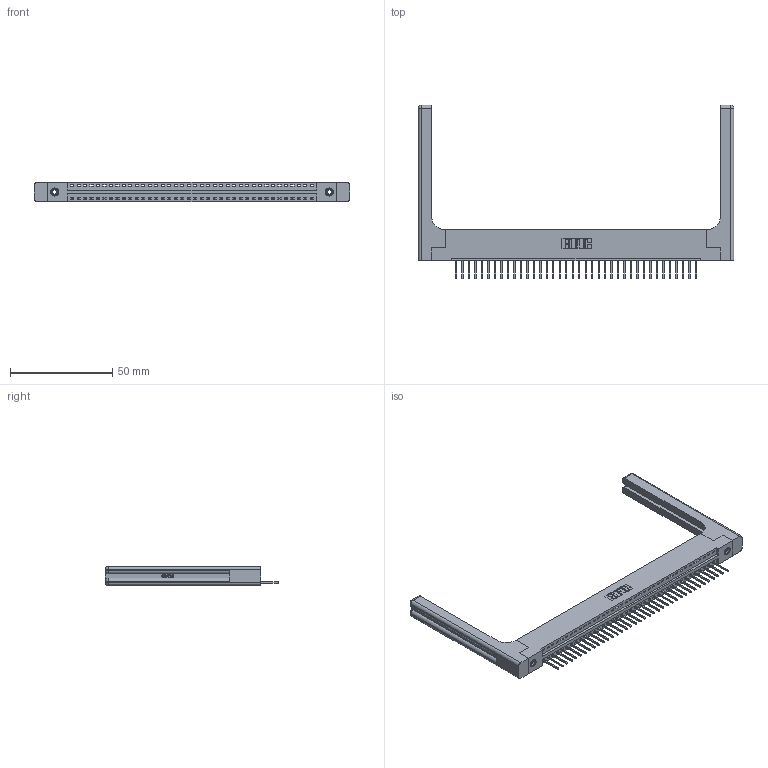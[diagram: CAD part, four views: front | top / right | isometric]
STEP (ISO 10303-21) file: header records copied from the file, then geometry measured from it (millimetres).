
FILE_DESCRIPTION (( 'STEP AP203' ), '1' );
FILE_NAME ('346-038-526-158.STEP', '2022-05-07T04:56:53', ( '' ), ( '' ), 'SwSTEP 2.0', 'SolidWorks 2020', '' );
FILE_SCHEMA (( 'CONFIG_CONTROL_DESIGN' ));
Length unit declared in the file: inch
Products named in the file (5): 345-292-001_345-293-126; 346-038-526-158; 346-220-058_345-220-058; 345-250-001_345-250-001-102; 346 Part_Flush Mounting Lugs - 0.156 Dia-TH
Assembly tree (43 placements, depth 2):
  346-038-526-158
    346 Part_Flush Mounting Lugs - 0.156 Dia-TH
    345-292-001_345-293-126  x38
    345-250-001_345-250-001-102  x2
    346-220-058_345-220-058  x2
Bounding box: 154.71 x 85.09 x 9.4 mm (x, y, z)
Volume: 22251.8 mm3; surface area: 23536.5 mm2
Topology: 43 solids, 43 shells, 2596 faces, 7719 edges, 5074 vertices
Faces by surface type: plane 1758, cylinder 778, bspline 36, cone 12, sphere 8, torus 4
Entity records: 29738 total; most frequent: CARTESIAN_POINT 6081, ORIENTED_EDGE 4848, DIRECTION 4300, EDGE_CURVE 2424, LINE 2048, VECTOR 2048, VERTEX_POINT 1606, AXIS2_PLACEMENT_3D 1126
